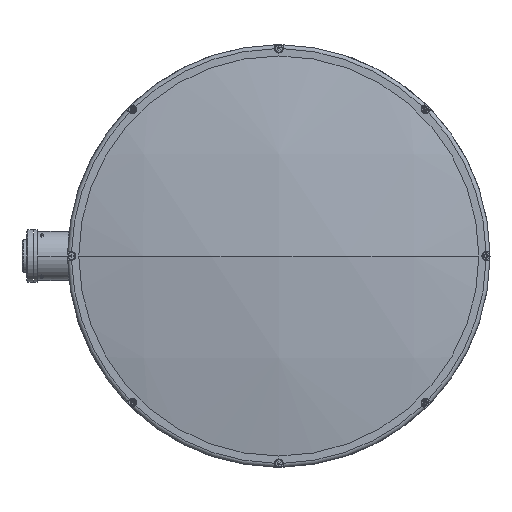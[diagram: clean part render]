
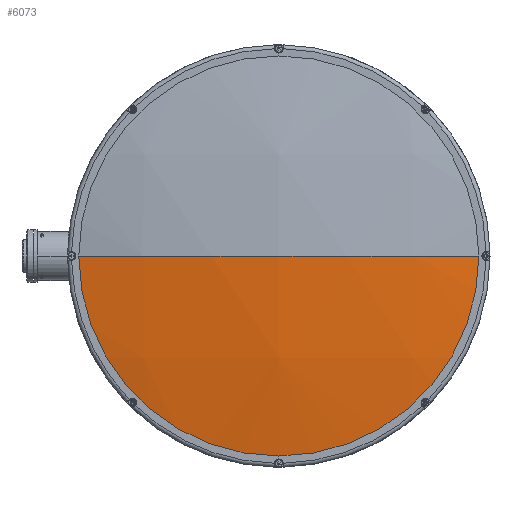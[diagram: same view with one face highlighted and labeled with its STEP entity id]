
A CAD part, left-side view. The second image highlights one B-rep face of the part: STEP entity #6073.
In plain terms, the highlighted spherical face has radius 786 mm.
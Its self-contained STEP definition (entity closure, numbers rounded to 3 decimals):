
#804 = SPHERICAL_SURFACE ( 'NONE', #15054, 786. ) ;
#897 = CARTESIAN_POINT ( 'NONE',  ( -704.592, -153.86, 0. ) ) ;
#1004 = CIRCLE ( 'NONE', #16994, 786. ) ;
#1538 = DIRECTION ( 'NONE',  ( 0., -1., 0. ) ) ;
#2276 = FACE_OUTER_BOUND ( 'NONE', #6341, .T. ) ;
#2961 = ORIENTED_EDGE ( 'NONE', *, *, #9736, .T. ) ;
#3096 = CARTESIAN_POINT ( 'NONE',  ( 66.073, 0.64, 0. ) ) ;
#4472 = ORIENTED_EDGE ( 'NONE', *, *, #15213, .F. ) ;
#5198 = VERTEX_POINT ( 'NONE', #10865 ) ;
#5499 = VERTEX_POINT ( 'NONE', #9403 ) ;
#5541 = DIRECTION ( 'NONE',  ( 0., 0., -1. ) ) ;
#5788 = CIRCLE ( 'NONE', #15580, 154.5 ) ;
#6073 = ADVANCED_FACE ( 'NONE', ( #2276 ), #804, .T. ) ;
#6330 = DIRECTION ( 'NONE',  ( -1., 0., 0. ) ) ;
#6341 = EDGE_LOOP ( 'NONE', ( #2961, #7931, #4472 ) ) ;
#7791 = EDGE_CURVE ( 'NONE', #9632, #5198, #18702, .T. ) ;
#7931 = ORIENTED_EDGE ( 'NONE', *, *, #7791, .T. ) ;
#9403 = CARTESIAN_POINT ( 'NONE',  ( -704.592, 155.14, 0. ) ) ;
#9558 = DIRECTION ( 'NONE',  ( 0., 0., -1. ) ) ;
#9632 = VERTEX_POINT ( 'NONE', #897 ) ;
#9736 = EDGE_CURVE ( 'NONE', #5499, #9632, #5788, .T. ) ;
#10865 = CARTESIAN_POINT ( 'NONE',  ( -719.927, 0.64, 0. ) ) ;
#11149 = DIRECTION ( 'NONE',  ( 0., 0., 1. ) ) ;
#12419 = AXIS2_PLACEMENT_3D ( 'NONE', #15171, #5541, #16748 ) ;
#15054 = AXIS2_PLACEMENT_3D ( 'NONE', #3096, #9558, #20756 ) ;
#15171 = CARTESIAN_POINT ( 'NONE',  ( 66.073, 0.64, 0. ) ) ;
#15213 = EDGE_CURVE ( 'NONE', #5499, #5198, #1004, .T. ) ;
#15580 = AXIS2_PLACEMENT_3D ( 'NONE', #15943, #6330, #17546 ) ;
#15943 = CARTESIAN_POINT ( 'NONE',  ( -704.592, 0.64, 0. ) ) ;
#16748 = DIRECTION ( 'NONE',  ( 0., 1., 0. ) ) ;
#16994 = AXIS2_PLACEMENT_3D ( 'NONE', #20729, #11149, #1538 ) ;
#17546 = DIRECTION ( 'NONE',  ( 0., 0., 1. ) ) ;
#18702 = CIRCLE ( 'NONE', #12419, 786. ) ;
#20729 = CARTESIAN_POINT ( 'NONE',  ( 66.073, 0.64, 0. ) ) ;
#20756 = DIRECTION ( 'NONE',  ( 0., 1., 0. ) ) ;
